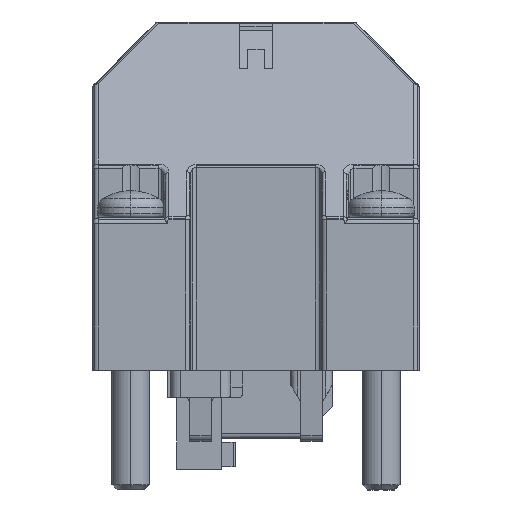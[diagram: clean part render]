
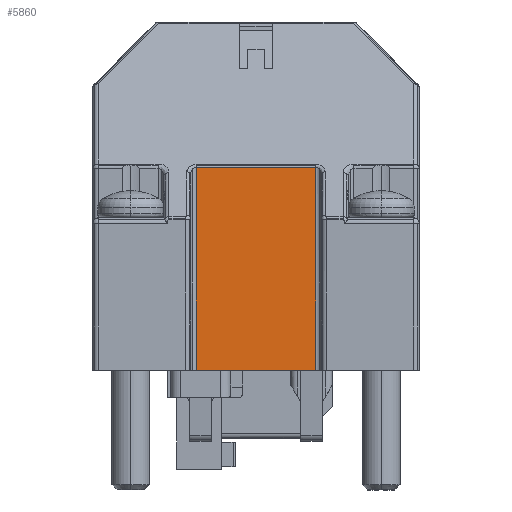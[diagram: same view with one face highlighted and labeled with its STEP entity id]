
A CAD part, front view. The second image highlights one B-rep face of the part: STEP entity #5860.
In plain terms, the highlighted planar face has unit normal (0, -1, 0).
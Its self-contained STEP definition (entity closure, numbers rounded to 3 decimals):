
#5840=AXIS2_PLACEMENT_3D('Plane Axis2P3D',#5837,#5838,#5839) ;
#3532=CARTESIAN_POINT('Vertex',(20.5,6.05,11.)) ;
#3535=CARTESIAN_POINT('Line Origine',(15.,6.05,11.)) ;
#3539=CARTESIAN_POINT('Vertex',(9.5,6.05,11.)) ;
#5821=CARTESIAN_POINT('Vertex',(20.5,6.05,29.634)) ;
#5824=CARTESIAN_POINT('Line Origine',(20.5,6.05,19.811)) ;
#5837=CARTESIAN_POINT('Axis2P3D Location',(30.,6.05,13.)) ;
#5842=CARTESIAN_POINT('Line Origine',(9.5,6.05,20.317)) ;
#5846=CARTESIAN_POINT('Vertex',(9.5,6.05,29.634)) ;
#5849=CARTESIAN_POINT('Line Origine',(15.,6.05,29.634)) ;
#3536=DIRECTION('Vector Direction',(1.,0.,0.)) ;
#5825=DIRECTION('Vector Direction',(0.,0.,1.)) ;
#5838=DIRECTION('Axis2P3D Direction',(0.,-1.,0.)) ;
#5839=DIRECTION('Axis2P3D XDirection',(0.,0.,-1.)) ;
#5843=DIRECTION('Vector Direction',(0.,0.,-1.)) ;
#5850=DIRECTION('Vector Direction',(1.,0.,0.)) ;
#3537=VECTOR('Line Direction',#3536,1.) ;
#5826=VECTOR('Line Direction',#5825,1.) ;
#5844=VECTOR('Line Direction',#5843,1.) ;
#5851=VECTOR('Line Direction',#5850,1.) ;
#5855=ORIENTED_EDGE('',*,*,#5848,.T.) ;
#5856=ORIENTED_EDGE('',*,*,#3541,.T.) ;
#5857=ORIENTED_EDGE('',*,*,#5828,.F.) ;
#5858=ORIENTED_EDGE('',*,*,#5853,.F.) ;
#5860=ADVANCED_FACE('Hauptk\X2\00F6\X0\rper',(#5859),#5841,.T.) ;
#3541=EDGE_CURVE('',#3540,#3533,#3538,.T.) ;
#5828=EDGE_CURVE('',#5822,#3533,#5827,.F.) ;
#5848=EDGE_CURVE('',#5847,#3540,#5845,.T.) ;
#5853=EDGE_CURVE('',#5847,#5822,#5852,.T.) ;
#5854=EDGE_LOOP('',(#5855,#5856,#5857,#5858)) ;
#5859=FACE_OUTER_BOUND('',#5854,.T.) ;
#3538=LINE('Line',#3535,#3537) ;
#5827=LINE('Line',#5824,#5826) ;
#5845=LINE('Line',#5842,#5844) ;
#5852=LINE('Line',#5849,#5851) ;
#5841=PLANE('',#5840) ;
#3533=VERTEX_POINT('',#3532) ;
#3540=VERTEX_POINT('',#3539) ;
#5822=VERTEX_POINT('',#5821) ;
#5847=VERTEX_POINT('',#5846) ;
